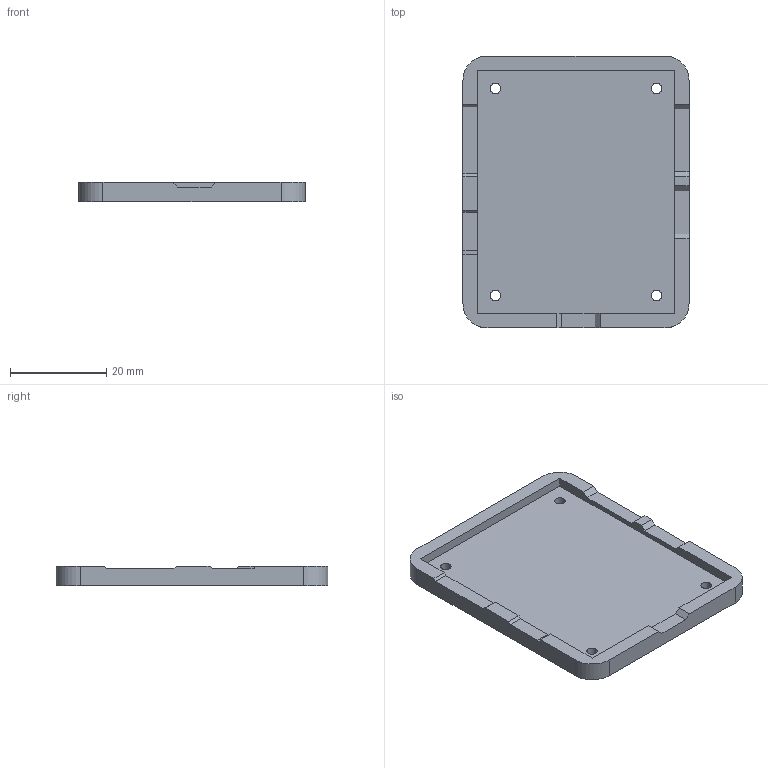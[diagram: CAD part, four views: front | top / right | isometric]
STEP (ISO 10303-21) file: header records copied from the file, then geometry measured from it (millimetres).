
FILE_DESCRIPTION(/* description */ (''),/* implementation_level */ '2;1');
FILE_NAME(/* name */ 'base.step',/* time_stamp */ '2025-07-29T13:54:47-04:00',/* author */ (''),/* organization */ (''),/* preprocessor_version */ 'ST-DEVELOPER v20.1',/* originating_system */ 'Autodesk Translation Framework v14.10.0.0',/* authorisation */ '');
FILE_SCHEMA (('AUTOMOTIVE_DESIGN { 1 0 10303 214 3 1 1 }'));
Length unit declared in the file: millimetre
Products named in the file (1): 2025-07-28-13-30-02-977
Bounding box: 47 x 56.5 x 4 mm (x, y, z)
Volume: 6235.9 mm3; surface area: 6377.4 mm2
Topology: 1 solids, 1 shells, 43 faces, 122 edges, 81 vertices
Faces by surface type: plane 35, cylinder 8
Full cylindrical faces by diameter (mm): 2.2 x4
Entity records: 1422 total; most frequent: CARTESIAN_POINT 247, ORIENTED_EDGE 244, DIRECTION 226, EDGE_CURVE 122, LINE 106, VECTOR 106, VERTEX_POINT 81, AXIS2_PLACEMENT_3D 60
